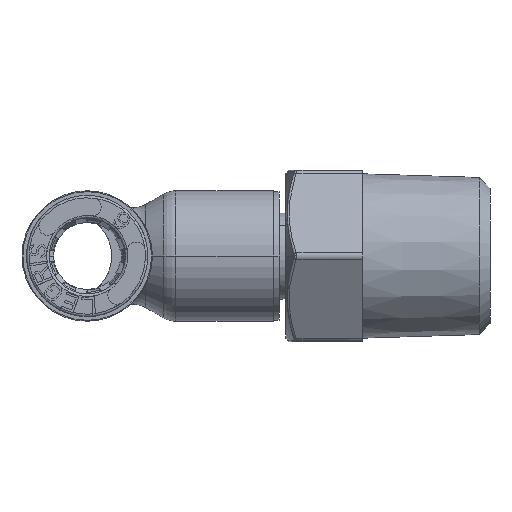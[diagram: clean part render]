
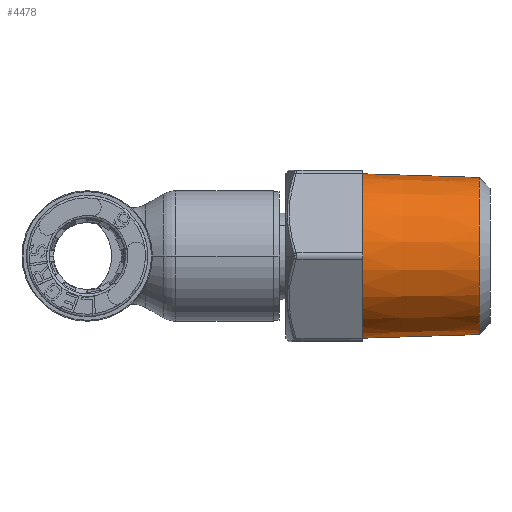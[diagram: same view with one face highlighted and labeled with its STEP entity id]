
A CAD part, left-side view. The second image highlights one B-rep face of the part: STEP entity #4478.
In plain terms, the highlighted conical face has half-angle 1.79 degrees and reference radius 6.564 mm.
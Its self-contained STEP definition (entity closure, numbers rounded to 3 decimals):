
#4478=ADVANCED_FACE('',(#9680),#9681,.T.);
#9680=FACE_OUTER_BOUND('',#19540,.T.);
#9681=CONICAL_SURFACE('',#19541,6.564,0.031);
#19540=EDGE_LOOP('',(#34525,#34526,#34527,#34528));
#19541=AXIS2_PLACEMENT_3D('',#34529,#34530,#34531);
#34525=ORIENTED_EDGE('',*,*,#46833,.F.);
#34526=ORIENTED_EDGE('',*,*,#46461,.F.);
#34527=ORIENTED_EDGE('',*,*,#46834,.F.);
#34528=ORIENTED_EDGE('',*,*,#46835,.T.);
#34529=CARTESIAN_POINT('',(0.0,-27.258,0.0));
#34530=DIRECTION('',(-0.0,1.0,-0.0));
#34531=DIRECTION('',(0.0,0.0,-1.0));
#46461=EDGE_CURVE('',#53023,#53021,#56471,.T.);
#46833=EDGE_CURVE('',#53021,#56919,#56920,.T.);
#46834=EDGE_CURVE('',#56921,#53023,#56922,.T.);
#46835=EDGE_CURVE('',#56921,#56919,#56923,.T.);
#53021=VERTEX_POINT('',#66844);
#53023=VERTEX_POINT('',#66847);
#56471=CIRCLE('',#73903,6.415);
#56919=VERTEX_POINT('',#74829);
#56920=LINE('',#74830,#74831);
#56921=VERTEX_POINT('',#74832);
#56922=LINE('',#74833,#74834);
#56923=CIRCLE('',#74835,6.713);
#66844=CARTESIAN_POINT('',(0.,-32.016,-6.415));
#66847=CARTESIAN_POINT('',(0.0,-32.016,6.415));
#73903=AXIS2_PLACEMENT_3D('',#84365,#84366,#84367);
#74829=CARTESIAN_POINT('',(0.,-22.5,-6.713));
#74830=CARTESIAN_POINT('',(0.,-27.258,-6.564));
#74831=VECTOR('',#84716,1.0);
#74832=CARTESIAN_POINT('',(0.0,-22.5,6.713));
#74833=CARTESIAN_POINT('',(0.,-27.258,6.564));
#74834=VECTOR('',#84717,1.0);
#74835=AXIS2_PLACEMENT_3D('',#84718,#84719,#84720);
#84365=CARTESIAN_POINT('',(0.0,-32.016,0.0));
#84366=DIRECTION('',(0.0,-1.0,0.0));
#84367=DIRECTION('',(0.0,0.0,-1.0));
#84716=DIRECTION('',(0.,1.,-0.031));
#84717=DIRECTION('',(0.,-1.,-0.031));
#84718=CARTESIAN_POINT('',(0.0,-22.5,0.0));
#84719=DIRECTION('',(0.0,-1.0,0.0));
#84720=DIRECTION('',(0.0,0.0,-1.0));
